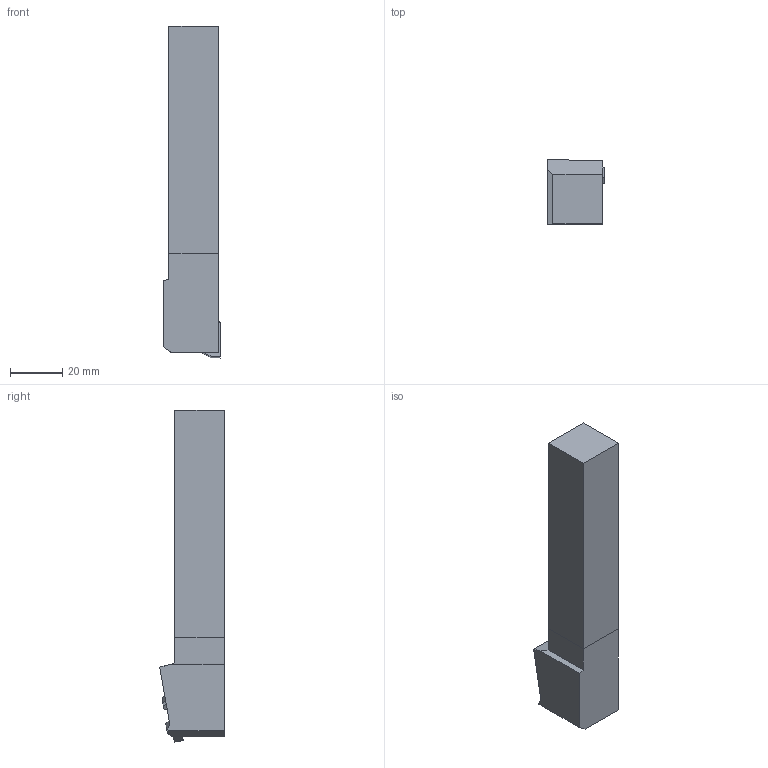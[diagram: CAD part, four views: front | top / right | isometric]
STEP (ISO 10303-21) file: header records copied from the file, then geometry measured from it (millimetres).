
FILE_DESCRIPTION(/* description */ (''),/* implementation_level */ '2;1');
FILE_NAME(/* name */ 'CEL0755-16HD.stp',/* time_stamp */ '2018-03-29T15:43:54+05:00',/* author */ (''),/* organization */ (''),/* preprocessor_version */ 'ST-DEVELOPER v16',/* originating_system */ 'SIEMENS PLM Software NX 11.0',/* authorisation */ '');
FILE_SCHEMA (('AUTOMOTIVE_DESIGN { 1 0 10303 214 3 1 1 1 }'));
Length unit declared in the file: millimetre
Products named in the file (1): CEL0755-16HD
Bounding box: 21.7 x 24.71 x 127 mm (x, y, z)
Volume: 47929.2 mm3; surface area: 11810.5 mm2
Topology: 3 solids, 3 shells, 39 faces, 98 edges, 65 vertices
Faces by surface type: plane 37, cylinder 2
Entity records: 1230 total; most frequent: CARTESIAN_POINT 208, ORIENTED_EDGE 198, DIRECTION 190, EDGE_CURVE 99, LINE 94, VECTOR 94, VERTEX_POINT 66, AXIS2_PLACEMENT_3D 48
